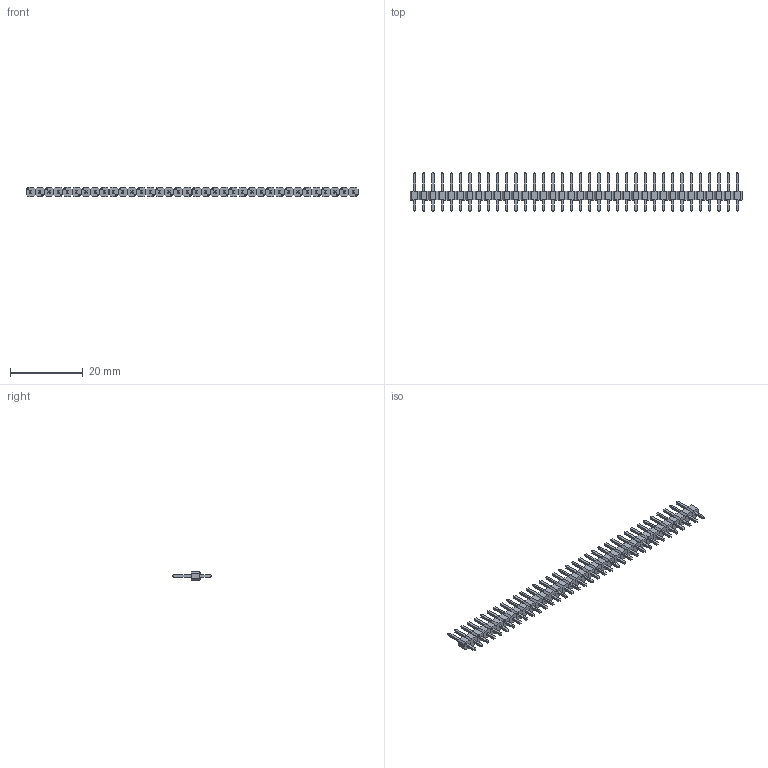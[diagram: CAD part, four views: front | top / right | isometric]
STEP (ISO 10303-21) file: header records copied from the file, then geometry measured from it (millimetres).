
FILE_DESCRIPTION (( 'STEP AP214' ), '1' );
FILE_NAME ('P(B,C)C36SAAN.STEP', '2018-01-12T17:23:48', ( '' ), ( '' ), 'SwSTEP 2.0', 'SolidWorks 2014', '' );
FILE_SCHEMA (( 'AUTOMOTIVE_DESIGN' ));
Length unit declared in the file: millimetre
Products named in the file (2): P(B,C)C01SAAN; P(B,C)C36SAAN
Assembly tree (36 placements, depth 2):
  P(B,C)C36SAAN
    P(B,C)C01SAAN  x36
Bounding box: 91.44 x 10.67 x 2.54 mm (x, y, z)
Volume: 631.7 mm3; surface area: 1990.8 mm2
Topology: 108 solids, 108 shells, 1188 faces, 2520 edges, 1584 vertices
Faces by surface type: plane 1116, torus 72
Entity records: 1230 total; most frequent: DIRECTION 220, CARTESIAN_POINT 186, ORIENTED_EDGE 140, AXIS2_PLACEMENT_3D 78, EDGE_CURVE 70, LINE 64, VECTOR 64, VERTEX_POINT 44
